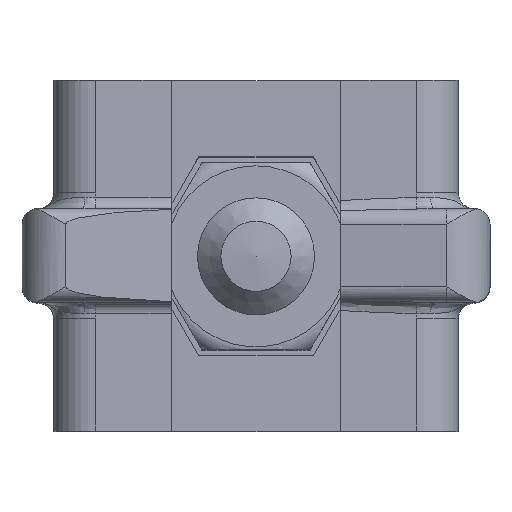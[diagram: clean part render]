
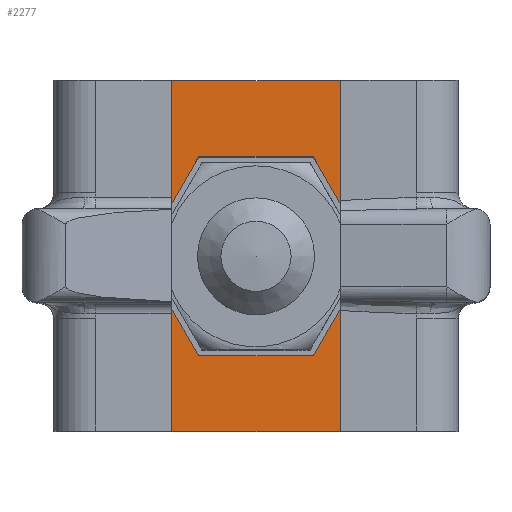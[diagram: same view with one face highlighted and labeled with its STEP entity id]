
A CAD part, top view. The second image highlights one B-rep face of the part: STEP entity #2277.
In plain terms, the highlighted face is planar.
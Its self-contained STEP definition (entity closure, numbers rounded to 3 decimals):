
#50=FACE_BOUND('',#510,.T.);
#212=PLANE('',#2590);
#377=FACE_OUTER_BOUND('',#509,.T.);
#509=EDGE_LOOP('',(#1919,#1920,#1921,#1922));
#510=EDGE_LOOP('',(#1923,#1924,#1925,#1926,#1927,#1928));
#610=LINE('',#3943,#771);
#620=LINE('',#3970,#781);
#623=LINE('',#3976,#784);
#626=LINE('',#3982,#787);
#629=LINE('',#3988,#790);
#632=LINE('',#3994,#793);
#635=LINE('',#3998,#796);
#684=LINE('',#4848,#845);
#685=LINE('',#4851,#846);
#686=LINE('',#4854,#847);
#771=VECTOR('',#2846,10.);
#781=VECTOR('',#2866,10.);
#784=VECTOR('',#2871,10.);
#787=VECTOR('',#2876,10.);
#790=VECTOR('',#2881,10.);
#793=VECTOR('',#2886,10.);
#796=VECTOR('',#2891,10.);
#845=VECTOR('',#3098,10.);
#846=VECTOR('',#3101,10.);
#847=VECTOR('',#3106,10.);
#1038=VERTEX_POINT('',#3940);
#1039=VERTEX_POINT('',#3942);
#1050=VERTEX_POINT('',#3967);
#1051=VERTEX_POINT('',#3969);
#1053=VERTEX_POINT('',#3975);
#1055=VERTEX_POINT('',#3981);
#1057=VERTEX_POINT('',#3987);
#1059=VERTEX_POINT('',#3993);
#1129=VERTEX_POINT('',#4846);
#1130=VERTEX_POINT('',#4850);
#1279=EDGE_CURVE('',#1039,#1038,#610,.T.);
#1292=EDGE_CURVE('',#1051,#1050,#620,.T.);
#1295=EDGE_CURVE('',#1053,#1051,#623,.T.);
#1298=EDGE_CURVE('',#1055,#1053,#626,.T.);
#1301=EDGE_CURVE('',#1057,#1055,#629,.T.);
#1304=EDGE_CURVE('',#1059,#1057,#632,.T.);
#1307=EDGE_CURVE('',#1050,#1059,#635,.T.);
#1424=EDGE_CURVE('',#1129,#1038,#684,.T.);
#1425=EDGE_CURVE('',#1039,#1130,#685,.T.);
#1427=EDGE_CURVE('',#1129,#1130,#686,.T.);
#1919=ORIENTED_EDGE('',*,*,#1424,.F.);
#1920=ORIENTED_EDGE('',*,*,#1427,.T.);
#1921=ORIENTED_EDGE('',*,*,#1425,.F.);
#1922=ORIENTED_EDGE('',*,*,#1279,.T.);
#1923=ORIENTED_EDGE('',*,*,#1292,.T.);
#1924=ORIENTED_EDGE('',*,*,#1307,.T.);
#1925=ORIENTED_EDGE('',*,*,#1304,.T.);
#1926=ORIENTED_EDGE('',*,*,#1301,.T.);
#1927=ORIENTED_EDGE('',*,*,#1298,.T.);
#1928=ORIENTED_EDGE('',*,*,#1295,.T.);
#2277=ADVANCED_FACE('',(#377,#50),#212,.T.);
#2590=AXIS2_PLACEMENT_3D('',#4853,#3104,#3105);
#2846=DIRECTION('',(1.,0.,0.));
#2866=DIRECTION('',(-0.5,0.,-0.866));
#2871=DIRECTION('',(0.5,0.,-0.866));
#2876=DIRECTION('',(1.,0.,0.));
#2881=DIRECTION('',(0.5,0.,0.866));
#2886=DIRECTION('',(-0.5,0.,0.866));
#2891=DIRECTION('',(-1.,0.,0.));
#3098=DIRECTION('',(0.,0.,-1.));
#3101=DIRECTION('',(0.,0.,1.));
#3104=DIRECTION('center_axis',(0.,-1.,0.));
#3105=DIRECTION('ref_axis',(0.,0.,-1.));
#3106=DIRECTION('',(-1.,0.,0.));
#3940=CARTESIAN_POINT('',(13.7,41.,0.));
#3942=CARTESIAN_POINT('',(-13.7,41.,0.));
#3943=CARTESIAN_POINT('',(-15.5,41.,0.));
#3967=CARTESIAN_POINT('',(4.907,41.,6.5));
#3969=CARTESIAN_POINT('',(9.815,41.,15.));
#3970=CARTESIAN_POINT('',(5.049,41.,6.746));
#3975=CARTESIAN_POINT('',(4.907,41.,23.5));
#3976=CARTESIAN_POINT('',(13.998,41.,7.754));
#3981=CARTESIAN_POINT('',(-4.907,41.,23.5));
#3982=CARTESIAN_POINT('',(11.104,41.,23.5));
#3987=CARTESIAN_POINT('',(-9.815,41.,15.));
#3988=CARTESIAN_POINT('',(-7.219,41.,19.496));
#3993=CARTESIAN_POINT('',(-4.907,41.,6.5));
#3994=CARTESIAN_POINT('',(-3.178,41.,3.504));
#3998=CARTESIAN_POINT('',(6.196,41.,6.5));
#4846=CARTESIAN_POINT('',(13.7,41.,30.));
#4848=CARTESIAN_POINT('',(13.7,41.,0.));
#4850=CARTESIAN_POINT('',(-13.7,41.,30.));
#4851=CARTESIAN_POINT('',(-13.7,41.,0.));
#4853=CARTESIAN_POINT('Origin',(17.3,41.,0.));
#4854=CARTESIAN_POINT('',(-15.5,41.,30.));
